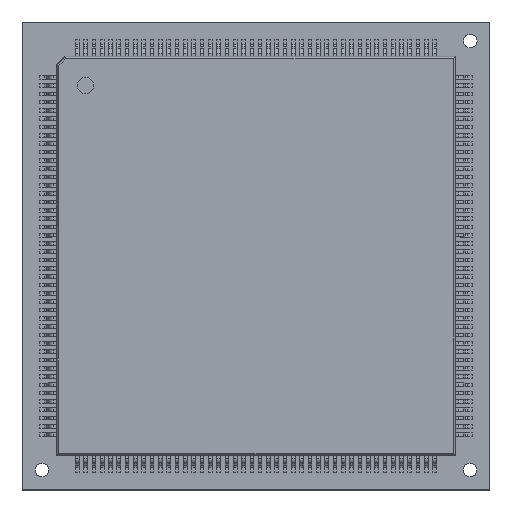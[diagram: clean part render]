
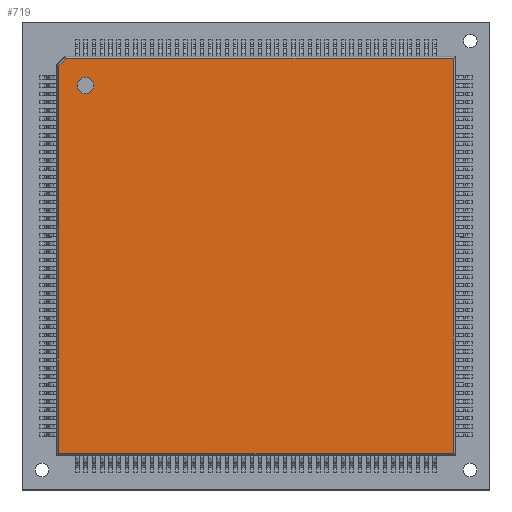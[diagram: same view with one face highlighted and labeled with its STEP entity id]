
A CAD part, top view. The second image highlights one B-rep face of the part: STEP entity #719.
In plain terms, the highlighted planar face has unit normal (0, 0, 1).
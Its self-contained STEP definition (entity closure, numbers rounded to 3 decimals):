
#143=CARTESIAN_POINT('',(2.25,22.25,1.4));
#144=VERTEX_POINT('',#143);
#160=CARTESIAN_POINT('',(1.25,22.25,1.4));
#161=VERTEX_POINT('',#160);
#168=CARTESIAN_POINT('',(1.75,22.25,1.4));
#169=DIRECTION('',(0.0,0.0,-1.0));
#170=DIRECTION('',(1.0,0.0,0.0));
#171=AXIS2_PLACEMENT_3D('',#168,#169,#170);
#172=CIRCLE('',#171,0.5);
#173=EDGE_CURVE('',#144,#161,#172,.T.);
#184=CARTESIAN_POINT('',(1.75,22.25,1.4));
#185=DIRECTION('',(0.0,0.0,-1.0));
#186=DIRECTION('',(1.0,0.0,0.0));
#187=AXIS2_PLACEMENT_3D('',#184,#185,#186);
#188=CIRCLE('',#187,0.5);
#189=EDGE_CURVE('',#161,#144,#188,.T.);
#469=CARTESIAN_POINT('',(23.858,0.142,1.4));
#470=VERTEX_POINT('',#469);
#471=CARTESIAN_POINT('',(0.142,0.142,1.4));
#472=VERTEX_POINT('',#471);
#473=CARTESIAN_POINT('',(23.858,0.142,1.4));
#474=DIRECTION('',(-1.0,0.0,0.0));
#475=VECTOR('',#474,23.715);
#476=LINE('',#473,#475);
#477=EDGE_CURVE('',#470,#472,#476,.T.);
#511=CARTESIAN_POINT('',(0.559,23.858,1.4));
#512=VERTEX_POINT('',#511);
#513=CARTESIAN_POINT('',(23.858,23.858,1.4));
#514=VERTEX_POINT('',#513);
#515=CARTESIAN_POINT('',(0.559,23.858,1.4));
#516=DIRECTION('',(1.0,0.0,0.0));
#517=VECTOR('',#516,23.299);
#518=LINE('',#515,#517);
#519=EDGE_CURVE('',#512,#514,#518,.T.);
#553=CARTESIAN_POINT('',(0.142,23.441,1.4));
#554=VERTEX_POINT('',#553);
#555=CARTESIAN_POINT('',(0.142,23.441,1.4));
#556=DIRECTION('',(0.707,0.707,0.0));
#557=VECTOR('',#556,0.589);
#558=LINE('',#555,#557);
#559=EDGE_CURVE('',#554,#512,#558,.T.);
#585=CARTESIAN_POINT('',(23.858,23.858,1.4));
#586=DIRECTION('',(0.0,-1.0,0.0));
#587=VECTOR('',#586,23.715);
#588=LINE('',#585,#587);
#589=EDGE_CURVE('',#514,#470,#588,.T.);
#607=CARTESIAN_POINT('',(0.142,0.142,1.4));
#608=DIRECTION('',(0.0,1.0,0.0));
#609=VECTOR('',#608,23.299);
#610=LINE('',#607,#609);
#611=EDGE_CURVE('',#472,#554,#610,.T.);
#703=CARTESIAN_POINT('',(12.,12.,1.4));
#704=DIRECTION('',(0.0,0.0,1.0));
#705=DIRECTION('',(1.0,0.0,0.0));
#706=AXIS2_PLACEMENT_3D('',#703,#704,#705);
#707=PLANE('',#706);
#708=ORIENTED_EDGE('',*,*,#519,.F.);
#709=ORIENTED_EDGE('',*,*,#559,.F.);
#710=ORIENTED_EDGE('',*,*,#611,.F.);
#711=ORIENTED_EDGE('',*,*,#477,.F.);
#712=ORIENTED_EDGE('',*,*,#589,.F.);
#713=EDGE_LOOP('',(#708,#709,#710,#711,#712));
#714=FACE_OUTER_BOUND('',#713,.T.);
#715=ORIENTED_EDGE('',*,*,#189,.T.);
#716=ORIENTED_EDGE('',*,*,#173,.T.);
#717=EDGE_LOOP('',(#715,#716));
#718=FACE_BOUND('',#717,.T.);
#719=ADVANCED_FACE('',(#714,#718),#707,.T.);
